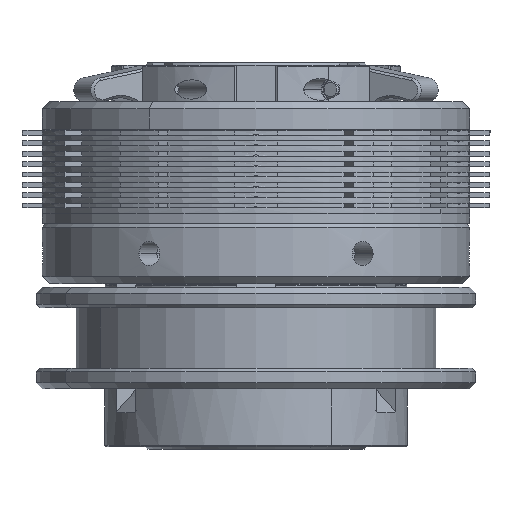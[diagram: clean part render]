
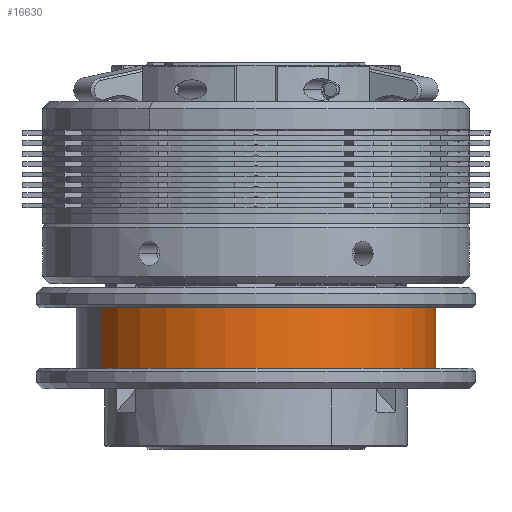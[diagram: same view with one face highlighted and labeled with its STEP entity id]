
A CAD part, front view. The second image highlights one B-rep face of the part: STEP entity #16630.
In plain terms, the highlighted cylindrical face has radius 74.5 mm (diameter 149 mm), a partial arc.
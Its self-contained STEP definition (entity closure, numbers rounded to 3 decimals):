
#16002 = VERTEX_POINT ( 'NONE', #39031 ) ;
#16004 = VERTEX_POINT ( 'NONE', #39026 ) ;
#16008 = EDGE_CURVE ( 'NONE', #16004, #16009, #39020, .T. ) ;
#16009 = VERTEX_POINT ( 'NONE', #39008 ) ;
#16015 = VERTEX_POINT ( 'NONE', #38988 ) ;
#16018 = EDGE_CURVE ( 'NONE', #16002, #16015, #39089, .T. ) ;
#16555 = ORIENTED_EDGE ( 'NONE', *, *, #16581, .T. ) ;
#16581 = EDGE_CURVE ( 'NONE', #16004, #16002, #40886, .T. ) ;
#16629 = EDGE_CURVE ( 'NONE', #16009, #16015, #40967, .T. ) ;
#16630 = ADVANCED_FACE ( 'NONE', ( #40961 ), #40960, .T. ) ;
#16632 = EDGE_LOOP ( 'NONE', ( #16634, #16555, #16666, #16669 ) ) ;
#16634 = ORIENTED_EDGE ( 'NONE', *, *, #16008, .F. ) ;
#16666 = ORIENTED_EDGE ( 'NONE', *, *, #16018, .T. ) ;
#16669 = ORIENTED_EDGE ( 'NONE', *, *, #16629, .F. ) ;
#38988 = CARTESIAN_POINT ( 'NONE',  ( 60.128, 56.37, -36.725 ) ) ;
#39008 = CARTESIAN_POINT ( 'NONE',  ( -68.91, -18.13, -36.725 ) ) ;
#39010 = DIRECTION ( 'NONE',  ( 0., 0., 1. ) ) ;
#39011 = VECTOR ( 'NONE', #39010, 1000. ) ;
#39012 = CARTESIAN_POINT ( 'NONE',  ( -68.91, -18.13, -61.725 ) ) ;
#39020 = LINE ( 'NONE', #39012, #39011 ) ;
#39026 = CARTESIAN_POINT ( 'NONE',  ( -68.91, -18.13, -61.725 ) ) ;
#39031 = CARTESIAN_POINT ( 'NONE',  ( 60.128, 56.37, -61.725 ) ) ;
#39086 = DIRECTION ( 'NONE',  ( 0., 0., 1. ) ) ;
#39087 = VECTOR ( 'NONE', #39086, 1000. ) ;
#39088 = CARTESIAN_POINT ( 'NONE',  ( 60.128, 56.37, -61.725 ) ) ;
#39089 = LINE ( 'NONE', #39088, #39087 ) ;
#40881 = DIRECTION ( 'NONE',  ( 0.866, 0.5, 0. ) ) ;
#40882 = DIRECTION ( 'NONE',  ( 0., 0., 1. ) ) ;
#40883 = CARTESIAN_POINT ( 'NONE',  ( -4.391, 19.12, -61.725 ) ) ;
#40885 = AXIS2_PLACEMENT_3D ( 'NONE', #40883, #40882, #40881 ) ;
#40886 = CIRCLE ( 'NONE', #40885, 74.5 ) ;
#40959 = CARTESIAN_POINT ( 'NONE',  ( -4.391, 19.12, -61.725 ) ) ;
#40960 = CYLINDRICAL_SURFACE ( 'NONE', #41052, 74.5 ) ;
#40961 = FACE_OUTER_BOUND ( 'NONE', #16632, .T. ) ;
#40962 = DIRECTION ( 'NONE',  ( 0.866, 0.5, 0. ) ) ;
#40963 = DIRECTION ( 'NONE',  ( 0., 0., 1. ) ) ;
#40965 = CARTESIAN_POINT ( 'NONE',  ( -4.391, 19.12, -36.725 ) ) ;
#40966 = AXIS2_PLACEMENT_3D ( 'NONE', #40965, #40963, #40962 ) ;
#40967 = CIRCLE ( 'NONE', #40966, 74.5 ) ;
#41049 = DIRECTION ( 'NONE',  ( 0.866, 0.5, 0. ) ) ;
#41050 = DIRECTION ( 'NONE',  ( 0., 0., 1. ) ) ;
#41052 = AXIS2_PLACEMENT_3D ( 'NONE', #40959, #41050, #41049 ) ;
